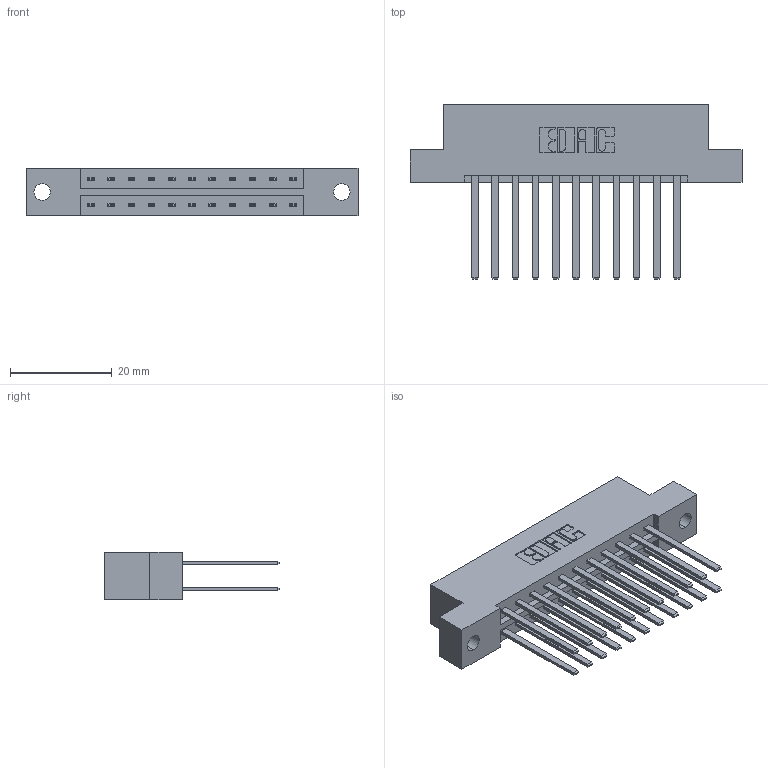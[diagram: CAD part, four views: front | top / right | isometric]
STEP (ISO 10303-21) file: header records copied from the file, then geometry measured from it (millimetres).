
FILE_DESCRIPTION (( 'STEP AP203' ), '1' );
FILE_NAME ('333-022-544-202.STEP', '2018-08-02T02:31:35', ( '' ), ( '' ), 'SwSTEP 2.0', 'SolidWorks 2016', '' );
FILE_SCHEMA (( 'CONFIG_CONTROL_DESIGN' ));
Length unit declared in the file: inch
Products named in the file (3): 333 Part_Flush - .128 Dia; 345-292-001_345-293-144; 333-022-544-202
Assembly tree (23 placements, depth 2):
  333-022-544-202
    333 Part_Flush - .128 Dia
    345-292-001_345-293-144  x22
Bounding box: 65.13 x 34.3 x 9.4 mm (x, y, z)
Volume: 6630.8 mm3; surface area: 8225.7 mm2
Topology: 23 solids, 23 shells, 1126 faces, 3325 edges, 2186 vertices
Faces by surface type: plane 774, cylinder 352
Entity records: 10905 total; most frequent: CARTESIAN_POINT 1842, ORIENTED_EDGE 1778, DIRECTION 1625, EDGE_CURVE 889, LINE 765, VECTOR 765, VERTEX_POINT 590, AXIS2_PLACEMENT_3D 430
